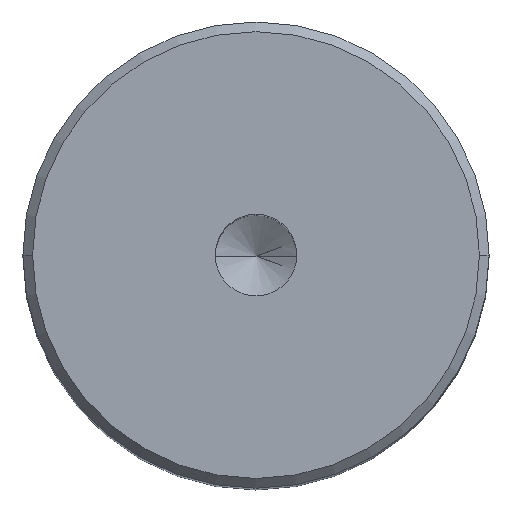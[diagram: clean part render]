
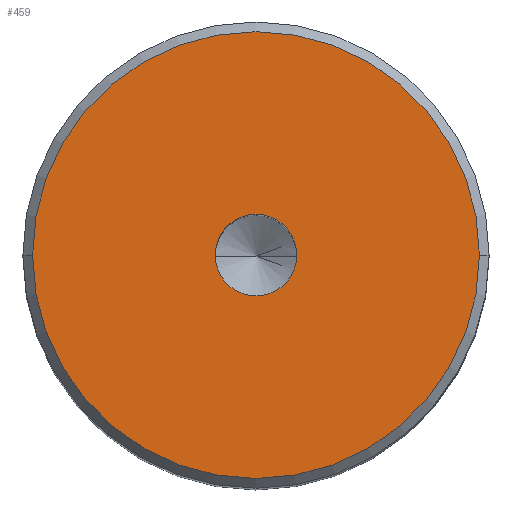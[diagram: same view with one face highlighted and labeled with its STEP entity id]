
A CAD part, top view. The second image highlights one B-rep face of the part: STEP entity #459.
In plain terms, the highlighted planar face has unit normal (0, 0, 1).
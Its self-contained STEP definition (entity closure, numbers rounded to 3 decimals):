
#15 = DIRECTION ( 'NONE',  ( 1., 0., 0. ) ) ;
#22 = CIRCLE ( 'NONE', #505, 2.1 ) ;
#33 = DIRECTION ( 'NONE',  ( 1., 0., 0. ) ) ;
#35 = CIRCLE ( 'NONE', #228, 11.5 ) ;
#40 = EDGE_LOOP ( 'NONE', ( #432, #571 ) ) ;
#44 = CIRCLE ( 'NONE', #385, 2.1 ) ;
#55 = DIRECTION ( 'NONE',  ( 0., 0., 1. ) ) ;
#68 = CARTESIAN_POINT ( 'NONE',  ( 0., 0., 0. ) ) ;
#85 = ORIENTED_EDGE ( 'NONE', *, *, #403, .F. ) ;
#116 = DIRECTION ( 'NONE',  ( 1., 0., 0. ) ) ;
#124 = FACE_BOUND ( 'NONE', #466, .T. ) ;
#173 = CARTESIAN_POINT ( 'NONE',  ( 0., 0., 0. ) ) ;
#175 = FACE_OUTER_BOUND ( 'NONE', #40, .T. ) ;
#181 = AXIS2_PLACEMENT_3D ( 'NONE', #173, #402, #33 ) ;
#221 = CARTESIAN_POINT ( 'NONE',  ( 2.1, 0., 0. ) ) ;
#225 = DIRECTION ( 'NONE',  ( 0., 0., 1. ) ) ;
#228 = AXIS2_PLACEMENT_3D ( 'NONE', #577, #225, #263 ) ;
#256 = DIRECTION ( 'NONE',  ( 0., 0., 1. ) ) ;
#263 = DIRECTION ( 'NONE',  ( 1., 0., 0. ) ) ;
#287 = ORIENTED_EDGE ( 'NONE', *, *, #562, .F. ) ;
#309 = DIRECTION ( 'NONE',  ( 1., 0., 0. ) ) ;
#312 = VERTEX_POINT ( 'NONE', #521 ) ;
#361 = VERTEX_POINT ( 'NONE', #426 ) ;
#385 = AXIS2_PLACEMENT_3D ( 'NONE', #479, #256, #309 ) ;
#402 = DIRECTION ( 'NONE',  ( 0., 0., 1. ) ) ;
#403 = EDGE_CURVE ( 'NONE', #312, #422, #22, .T. ) ;
#418 = AXIS2_PLACEMENT_3D ( 'NONE', #68, #570, #116 ) ;
#422 = VERTEX_POINT ( 'NONE', #221 ) ;
#426 = CARTESIAN_POINT ( 'NONE',  ( 11.5, 0., 0. ) ) ;
#432 = ORIENTED_EDGE ( 'NONE', *, *, #551, .T. ) ;
#439 = CIRCLE ( 'NONE', #181, 11.5 ) ;
#459 = ADVANCED_FACE ( 'NONE', ( #124, #175 ), #579, .T. ) ;
#466 = EDGE_LOOP ( 'NONE', ( #287, #85 ) ) ;
#468 = CARTESIAN_POINT ( 'NONE',  ( 0., 0., 0. ) ) ;
#475 = VERTEX_POINT ( 'NONE', #480 ) ;
#479 = CARTESIAN_POINT ( 'NONE',  ( 0., 0., 0. ) ) ;
#480 = CARTESIAN_POINT ( 'NONE',  ( -11.5, 0., 0. ) ) ;
#505 = AXIS2_PLACEMENT_3D ( 'NONE', #468, #55, #15 ) ;
#521 = CARTESIAN_POINT ( 'NONE',  ( -2.1, 0., 0. ) ) ;
#551 = EDGE_CURVE ( 'NONE', #475, #361, #439, .T. ) ;
#553 = EDGE_CURVE ( 'NONE', #361, #475, #35, .T. ) ;
#562 = EDGE_CURVE ( 'NONE', #422, #312, #44, .T. ) ;
#570 = DIRECTION ( 'NONE',  ( 0., 0., 1. ) ) ;
#571 = ORIENTED_EDGE ( 'NONE', *, *, #553, .T. ) ;
#577 = CARTESIAN_POINT ( 'NONE',  ( 0., 0., 0. ) ) ;
#579 = PLANE ( 'NONE',  #418 ) ;
